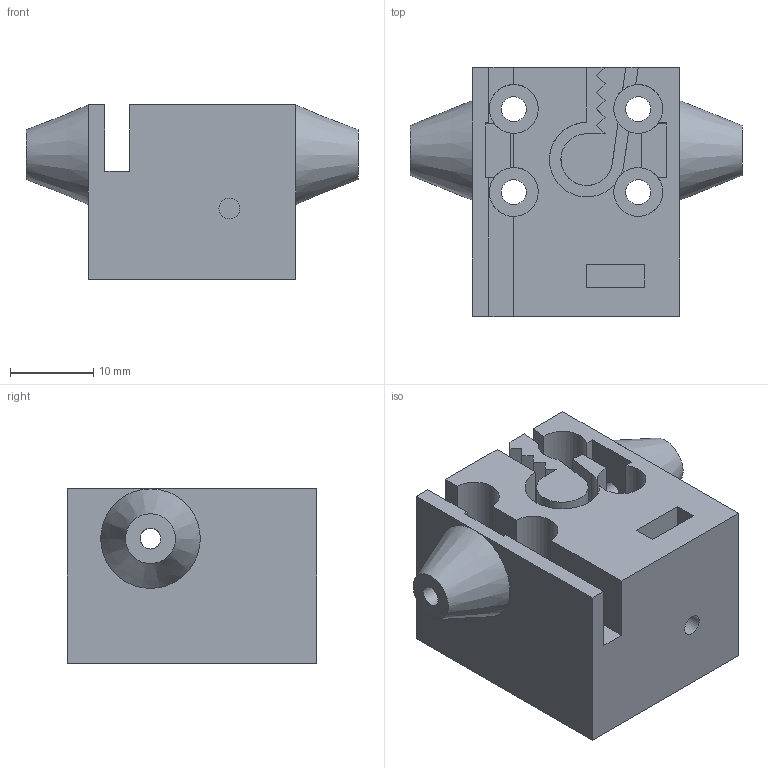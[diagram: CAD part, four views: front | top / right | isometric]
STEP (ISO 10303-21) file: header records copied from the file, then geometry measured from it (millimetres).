
FILE_DESCRIPTION(('FreeCAD Model'),'2;1');
FILE_NAME('Open CASCADE Shape Model','2022-01-14T20:36:37',('Author'),( ''),'Open CASCADE STEP processor 7.5','FreeCAD','Unknown');
FILE_SCHEMA(('AUTOMOTIVE_DESIGN { 1 0 10303 214 1 1 1 1 }'));
Length unit declared in the file: millimetre
Products named in the file (1): belt tightening nut pocket
Bounding box: 40 x 30 x 21 mm (x, y, z)
Volume: 12923.6 mm3; surface area: 6876.9 mm2
Topology: 1 solids, 1 shells, 75 faces, 213 edges, 141 vertices
Faces by surface type: plane 55, cylinder 18, cone 2
Full cylindrical faces by diameter (mm): 2.5 x7, 3 x4, 5.9 x4
Entity records: 5798 total; most frequent: CARTESIAN_POINT 1630, DIRECTION 750, LINE 457, VECTOR 457, ORIENTED_EDGE 422, PCURVE 422, DEFINITIONAL_REPRESENTATION 422, EDGE_CURVE 211
